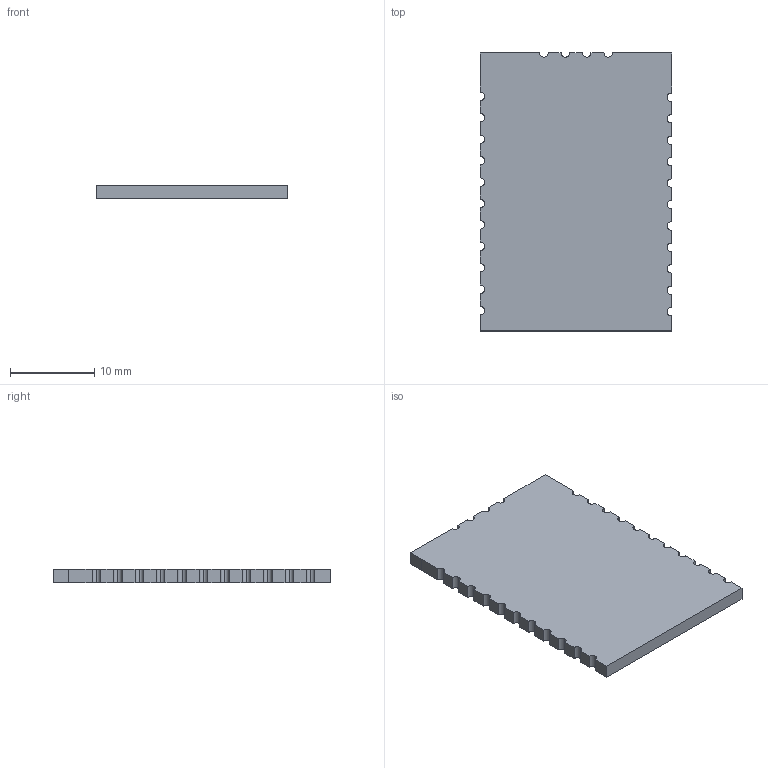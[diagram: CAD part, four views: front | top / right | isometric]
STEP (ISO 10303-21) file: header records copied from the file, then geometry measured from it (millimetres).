
FILE_DESCRIPTION(('KiCad electronic assembly'),'2;1');
FILE_NAME('mux_driver.step','2024-01-20T19:42:06',('Pcbnew'),('Kicad'), 'Open CASCADE STEP processor 7.6','KiCad to STEP converter','Unknown' );
FILE_SCHEMA(('AUTOMOTIVE_DESIGN { 1 0 10303 214 1 1 1 1 }'));
Length unit declared in the file: millimetre
Products named in the file (2): mux_driver 1; PCB
Assembly tree (1 placements, depth 2):
  mux_driver 1
    PCB
Bounding box: 22.7 x 32.95 x 1.61 mm (x, y, z)
Volume: 1184 mm3; surface area: 1678.8 mm2
Topology: 1 solids, 1 shells, 71 faces, 207 edges, 138 vertices
Faces by surface type: cylinder 37, plane 34
Entity records: 5239 total; most frequent: CARTESIAN_POINT 1372, DIRECTION 671, ORIENTED_EDGE 414, PCURVE 414, DEFINITIONAL_REPRESENTATION 414, LINE 377, VECTOR 377, EDGE_CURVE 207
